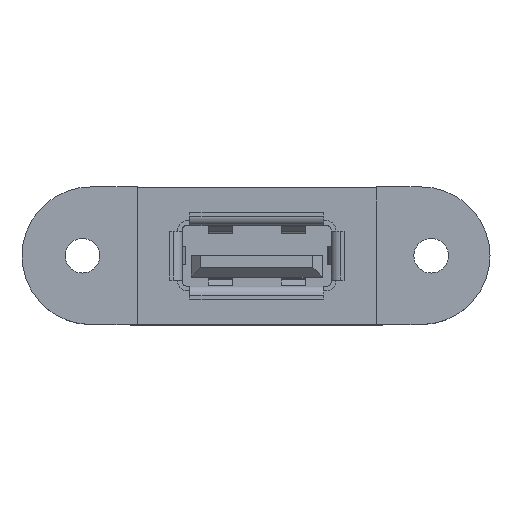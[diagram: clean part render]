
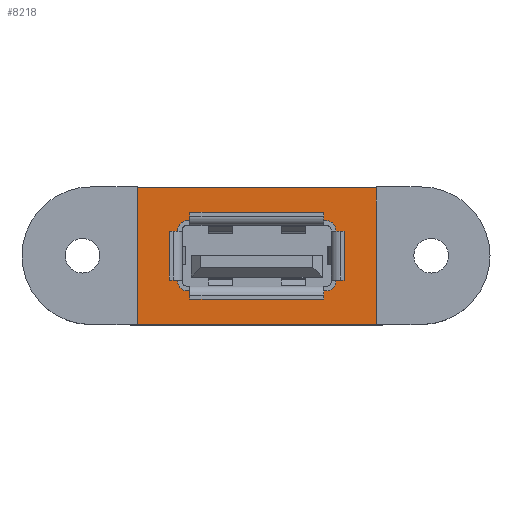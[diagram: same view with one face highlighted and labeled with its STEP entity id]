
A CAD part, top view. The second image highlights one B-rep face of the part: STEP entity #8218.
In plain terms, the highlighted planar face has unit normal (0, 0, 1).
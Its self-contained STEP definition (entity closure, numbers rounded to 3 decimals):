
#420 = DIRECTION ( 'NONE',  ( 0., -1., 0. ) ) ;
#456 = VERTEX_POINT ( 'NONE', #4792 ) ;
#540 = LINE ( 'NONE', #9947, #4648 ) ;
#582 = CARTESIAN_POINT ( 'NONE',  ( -10.001, 5.753, 0. ) ) ;
#664 = LINE ( 'NONE', #582, #4384 ) ;
#726 = ORIENTED_EDGE ( 'NONE', *, *, #8875, .F. ) ;
#783 = CARTESIAN_POINT ( 'NONE',  ( 5.842, 2.921, 0. ) ) ;
#785 = ORIENTED_EDGE ( 'NONE', *, *, #4552, .F. ) ;
#857 = AXIS2_PLACEMENT_3D ( 'NONE', #2517, #1711, #6032 ) ;
#875 = CARTESIAN_POINT ( 'NONE',  ( -6.604, 2.159, 0. ) ) ;
#946 = FACE_OUTER_BOUND ( 'NONE', #6492, .T. ) ;
#1058 = CARTESIAN_POINT ( 'NONE',  ( -10.001, -5.753, 0. ) ) ;
#1477 = CARTESIAN_POINT ( 'NONE',  ( 5.842, -2.159, 0. ) ) ;
#1552 = EDGE_CURVE ( 'NONE', #1575, #2248, #6173, .T. ) ;
#1575 = VERTEX_POINT ( 'NONE', #6788 ) ;
#1711 = DIRECTION ( 'NONE',  ( 0., 0., 1. ) ) ;
#2248 = VERTEX_POINT ( 'NONE', #2490 ) ;
#2315 = VECTOR ( 'NONE', #3471, 1000. ) ;
#2455 = VERTEX_POINT ( 'NONE', #5269 ) ;
#2490 = CARTESIAN_POINT ( 'NONE',  ( -6.604, 2.159, 0. ) ) ;
#2517 = CARTESIAN_POINT ( 'NONE',  ( 5.842, 2.159, 0. ) ) ;
#2541 = CARTESIAN_POINT ( 'NONE',  ( -10.001, 5.753, 0. ) ) ;
#2629 = ORIENTED_EDGE ( 'NONE', *, *, #10028, .F. ) ;
#2881 = CIRCLE ( 'NONE', #3907, 0.762 ) ;
#2931 = DIRECTION ( 'NONE',  ( 1., 0., 0. ) ) ;
#3069 = LINE ( 'NONE', #5370, #3200 ) ;
#3200 = VECTOR ( 'NONE', #2931, 1000. ) ;
#3244 = DIRECTION ( 'NONE',  ( -1., 0., 0. ) ) ;
#3283 = LINE ( 'NONE', #10556, #9794 ) ;
#3326 = VERTEX_POINT ( 'NONE', #9160 ) ;
#3330 = CARTESIAN_POINT ( 'NONE',  ( -5.842, -2.159, 0. ) ) ;
#3471 = DIRECTION ( 'NONE',  ( 0., -1., 0. ) ) ;
#3901 = ORIENTED_EDGE ( 'NONE', *, *, #8729, .T. ) ;
#3907 = AXIS2_PLACEMENT_3D ( 'NONE', #1477, #9884, #3244 ) ;
#3953 = AXIS2_PLACEMENT_3D ( 'NONE', #3330, #4171, #10980 ) ;
#4113 = CARTESIAN_POINT ( 'NONE',  ( -5.842, 2.921, 0. ) ) ;
#4171 = DIRECTION ( 'NONE',  ( 0., 0., 1. ) ) ;
#4179 = VERTEX_POINT ( 'NONE', #7778 ) ;
#4376 = AXIS2_PLACEMENT_3D ( 'NONE', #2541, #9264, #10141 ) ;
#4384 = VECTOR ( 'NONE', #7313, 1000. ) ;
#4519 = LINE ( 'NONE', #5774, #11028 ) ;
#4552 = EDGE_CURVE ( 'NONE', #5768, #2455, #2881, .T. ) ;
#4648 = VECTOR ( 'NONE', #8358, 1000. ) ;
#4792 = CARTESIAN_POINT ( 'NONE',  ( -10.001, 5.753, 0. ) ) ;
#4939 = ORIENTED_EDGE ( 'NONE', *, *, #8302, .F. ) ;
#5044 = ORIENTED_EDGE ( 'NONE', *, *, #6639, .F. ) ;
#5198 = VECTOR ( 'NONE', #7891, 1000. ) ;
#5269 = CARTESIAN_POINT ( 'NONE',  ( 6.604, -2.159, 0. ) ) ;
#5370 = CARTESIAN_POINT ( 'NONE',  ( -10.001, -5.753, 0. ) ) ;
#5420 = AXIS2_PLACEMENT_3D ( 'NONE', #7540, #9309, #7651 ) ;
#5470 = LINE ( 'NONE', #7856, #5198 ) ;
#5472 = CIRCLE ( 'NONE', #3953, 0.762 ) ;
#5553 = EDGE_CURVE ( 'NONE', #2455, #8207, #5470, .T. ) ;
#5617 = ORIENTED_EDGE ( 'NONE', *, *, #5553, .F. ) ;
#5637 = ORIENTED_EDGE ( 'NONE', *, *, #8845, .F. ) ;
#5768 = VERTEX_POINT ( 'NONE', #10634 ) ;
#5774 = CARTESIAN_POINT ( 'NONE',  ( -5.842, -2.921, 0. ) ) ;
#5858 = ORIENTED_EDGE ( 'NONE', *, *, #5910, .F. ) ;
#5910 = EDGE_CURVE ( 'NONE', #456, #4179, #540, .T. ) ;
#5939 = VERTEX_POINT ( 'NONE', #783 ) ;
#6008 = EDGE_CURVE ( 'NONE', #8207, #5939, #8490, .T. ) ;
#6032 = DIRECTION ( 'NONE',  ( -1., 0., 0. ) ) ;
#6173 = CIRCLE ( 'NONE', #5420, 0.762 ) ;
#6492 = EDGE_LOOP ( 'NONE', ( #3901, #2629, #5858, #9889 ) ) ;
#6636 = DIRECTION ( 'NONE',  ( 1., 0., 0. ) ) ;
#6639 = EDGE_CURVE ( 'NONE', #2248, #9404, #9109, .T. ) ;
#6788 = CARTESIAN_POINT ( 'NONE',  ( -5.842, 2.921, 0. ) ) ;
#6866 = VERTEX_POINT ( 'NONE', #7867 ) ;
#7175 = ORIENTED_EDGE ( 'NONE', *, *, #6008, .F. ) ;
#7313 = DIRECTION ( 'NONE',  ( 0., -1., 0. ) ) ;
#7340 = FACE_BOUND ( 'NONE', #9022, .T. ) ;
#7433 = VECTOR ( 'NONE', #7495, 1000. ) ;
#7495 = DIRECTION ( 'NONE',  ( -1., 0., 0. ) ) ;
#7540 = CARTESIAN_POINT ( 'NONE',  ( -5.842, 2.159, 0. ) ) ;
#7651 = DIRECTION ( 'NONE',  ( -1., 0., 0. ) ) ;
#7717 = CARTESIAN_POINT ( 'NONE',  ( -6.604, -2.159, 0. ) ) ;
#7778 = CARTESIAN_POINT ( 'NONE',  ( 10.001, 5.753, 0. ) ) ;
#7856 = CARTESIAN_POINT ( 'NONE',  ( 6.604, 2.159, 0. ) ) ;
#7867 = CARTESIAN_POINT ( 'NONE',  ( 10.001, -5.753, 0. ) ) ;
#7891 = DIRECTION ( 'NONE',  ( 0., 1., 0. ) ) ;
#7980 = LINE ( 'NONE', #4113, #7433 ) ;
#8207 = VERTEX_POINT ( 'NONE', #9894 ) ;
#8218 = ADVANCED_FACE ( 'NONE', ( #946, #7340 ), #9331, .F. ) ;
#8302 = EDGE_CURVE ( 'NONE', #9404, #3326, #5472, .T. ) ;
#8358 = DIRECTION ( 'NONE',  ( 1., 0., 0. ) ) ;
#8490 = CIRCLE ( 'NONE', #857, 0.762 ) ;
#8692 = VERTEX_POINT ( 'NONE', #1058 ) ;
#8729 = EDGE_CURVE ( 'NONE', #8692, #6866, #3069, .T. ) ;
#8845 = EDGE_CURVE ( 'NONE', #3326, #5768, #4519, .T. ) ;
#8875 = EDGE_CURVE ( 'NONE', #5939, #1575, #7980, .T. ) ;
#9022 = EDGE_LOOP ( 'NONE', ( #10099, #726, #7175, #5617, #785, #5637, #4939, #5044 ) ) ;
#9109 = LINE ( 'NONE', #875, #2315 ) ;
#9129 = EDGE_CURVE ( 'NONE', #456, #8692, #664, .T. ) ;
#9160 = CARTESIAN_POINT ( 'NONE',  ( -5.842, -2.921, 0. ) ) ;
#9264 = DIRECTION ( 'NONE',  ( 0., 0., -1. ) ) ;
#9309 = DIRECTION ( 'NONE',  ( 0., 0., 1. ) ) ;
#9331 = PLANE ( 'NONE',  #4376 ) ;
#9404 = VERTEX_POINT ( 'NONE', #7717 ) ;
#9794 = VECTOR ( 'NONE', #420, 1000. ) ;
#9884 = DIRECTION ( 'NONE',  ( 0., 0., 1. ) ) ;
#9889 = ORIENTED_EDGE ( 'NONE', *, *, #9129, .T. ) ;
#9894 = CARTESIAN_POINT ( 'NONE',  ( 6.604, 2.159, 0. ) ) ;
#9947 = CARTESIAN_POINT ( 'NONE',  ( -10.001, 5.753, 0. ) ) ;
#10028 = EDGE_CURVE ( 'NONE', #4179, #6866, #3283, .T. ) ;
#10099 = ORIENTED_EDGE ( 'NONE', *, *, #1552, .F. ) ;
#10141 = DIRECTION ( 'NONE',  ( -1., 0., 0. ) ) ;
#10556 = CARTESIAN_POINT ( 'NONE',  ( 10.001, 5.753, 0. ) ) ;
#10634 = CARTESIAN_POINT ( 'NONE',  ( 5.842, -2.921, 0. ) ) ;
#10980 = DIRECTION ( 'NONE',  ( -1., 0., 0. ) ) ;
#11028 = VECTOR ( 'NONE', #6636, 1000. ) ;
